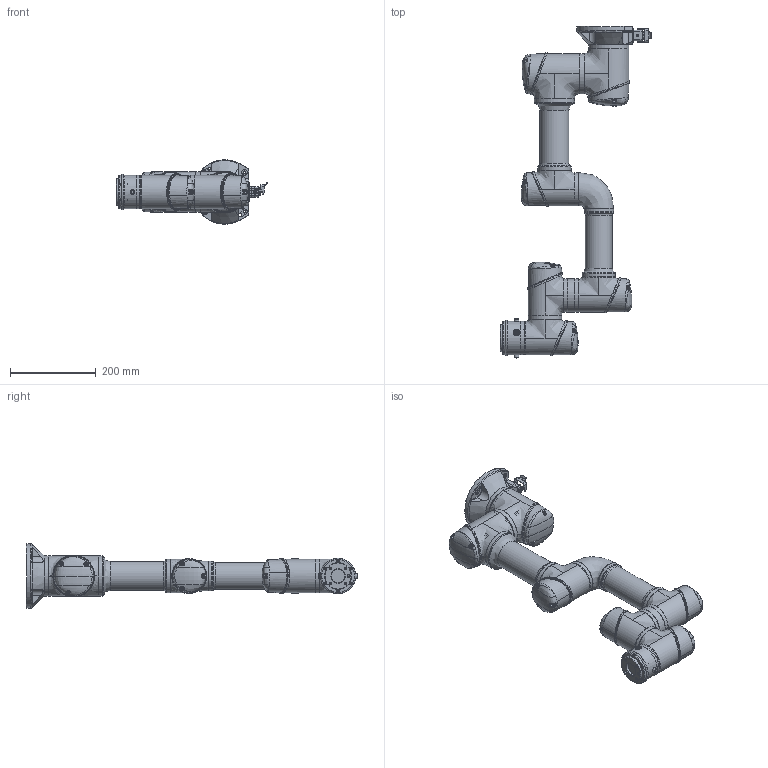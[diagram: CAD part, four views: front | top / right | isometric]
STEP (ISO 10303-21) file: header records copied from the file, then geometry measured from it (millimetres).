
FILE_DESCRIPTION (( 'STEP AP214' ), '1' );
FILE_NAME ('GCR3-618-.STEP', '2024-02-05T10:05:46', ( '' ), ( '' ), 'SwSTEP 2.0', 'SolidWorks 2017', '' );
FILE_SCHEMA (( 'AUTOMOTIVE_DESIGN' ));
Length unit declared in the file: millimetre
Products named in the file (15): GCR3-J2_1; GCR3-J1_1; GCR3-J5_1; GCR3-J3_1; GCR3-618-; GCR3-J0_1; GCR3-J4_1; GCR3-J6_1
Assembly tree (7 placements, depth 2):
  GCR3-J2_1
  GCR3-J1_1
  GCR3-618-
    GCR3-J0_1
    GCR3-J1_1
    GCR3-J2_1
    GCR3-J3_1
    GCR3-J4_1
    GCR3-J5_1
    GCR3-J6_1
  GCR3-J0_1
  GCR3-J4_1
Bounding box: 354.78 x 776 x 149.98 mm (x, y, z)
Volume: 7548316.6 mm3; surface area: 843067.5 mm2
Topology: 115 solids, 144 shells, 3479 faces, 8572 edges, 5593 vertices
Faces by surface type: plane 1785, cylinder 834, bspline 599, cone 156, torus 105
Full cylindrical faces by diameter (mm): 1.25 x1, 1.5 x5, 1.9 x1, 2.5 x1, 2.65 x14, 2.8 x1, 2.9 x5, 3 x32, 3.2 x2, 3.4 x8, 3.5 x28, 4 x12, 4.2 x2, 4.7 x2, 4.8 x2, 5 x4, 5.5 x28, 6 x30, 6.5 x3, 6.6 x4, 6.8 x2, 8 x1, 8.9 x2, 11 x4, 12 x4, 13 x2, 16 x2, 31.5 x1, 55 x1, 59.823 x1
Entity records: 245311 total; most frequent: CARTESIAN_POINT 169666, ORIENTED_EDGE 16034, DIRECTION 12758, EDGE_CURVE 8017, VERTEX_POINT 5483, AXIS2_PLACEMENT_3D 4317, EDGE_LOOP 4280, VECTOR 4124
